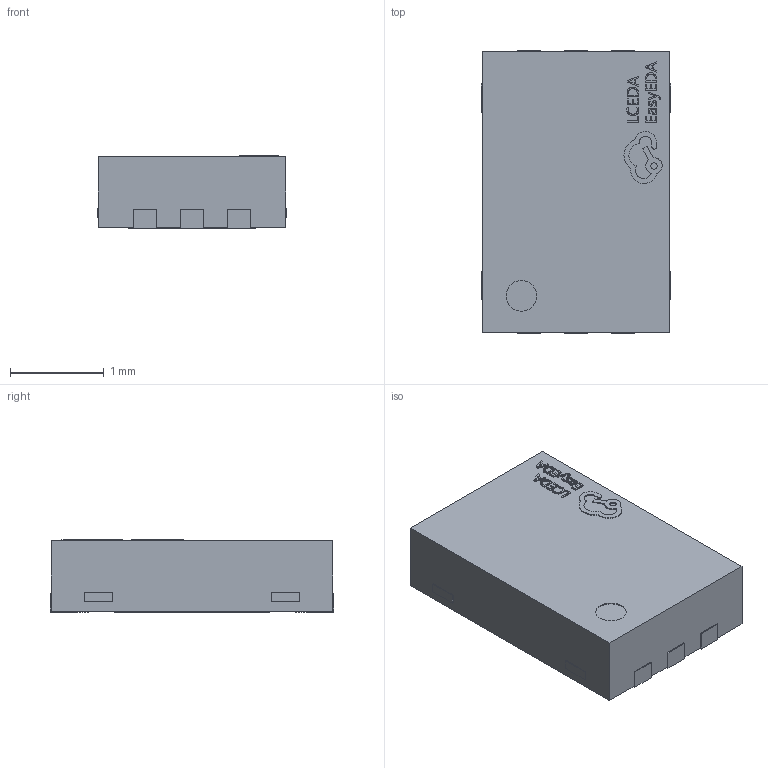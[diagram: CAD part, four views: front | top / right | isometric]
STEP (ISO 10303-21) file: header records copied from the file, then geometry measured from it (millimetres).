
FILE_DESCRIPTION (( 'STEP AP214' ), '1' );
FILE_NAME ('DFN-6_L2.0-W3.0-H0.8-P0.50-BL-EP.step', '2023-08-02T01:25:47', ( '' ), ( '' ), 'SwSTEP 2.0', 'SolidWorks 2020', '' );
FILE_SCHEMA (( 'AUTOMOTIVE_DESIGN' ));
Length unit declared in the file: millimetre
Products named in the file (1): DFN-6_L2.0-W3.0-H0.8-P0.50-BL-EP
Bounding box: 2.02 x 3.02 x 0.77 mm (x, y, z)
Volume: 4.5 mm3; surface area: 19.8 mm2
Topology: 1 solids, 1 shells, 298 faces, 813 edges, 542 vertices
Faces by surface type: plane 189, bspline 98, cylinder 11
Entity records: 13163 total; most frequent: CARTESIAN_POINT 2960, ORIENTED_EDGE 1626, DIRECTION 1037, EDGE_CURVE 813, VECTOR 591, LINE 591, VERTEX_POINT 542, EDGE_LOOP 323
